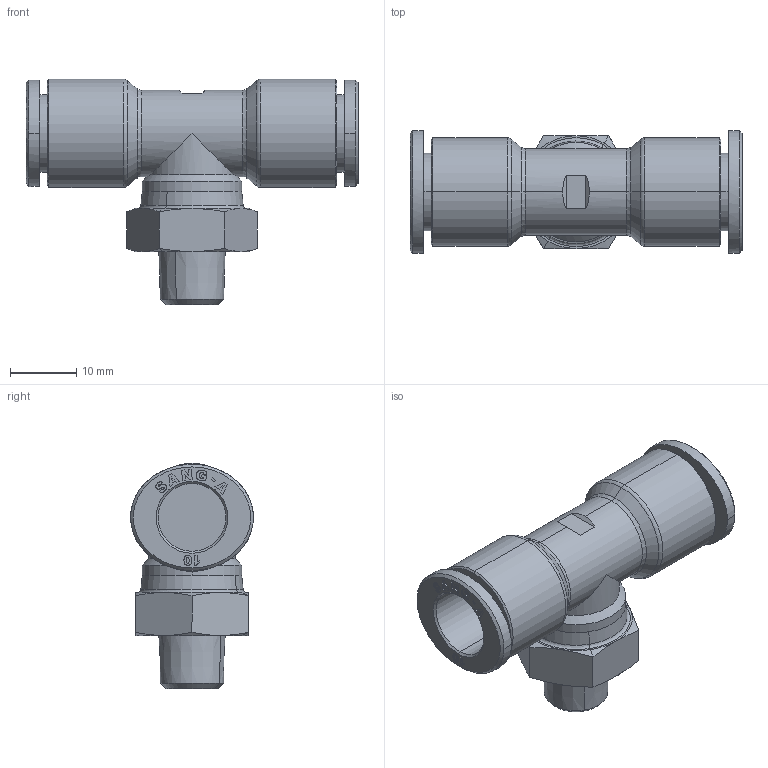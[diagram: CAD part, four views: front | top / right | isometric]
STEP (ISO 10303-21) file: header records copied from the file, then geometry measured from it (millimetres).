
FILE_DESCRIPTION((''),'2;1');
FILE_NAME('GPT 1001(3D).stp','2012-12-26T18:53:38',(''),(''),'Mechanical Desktop.R8.0.24.0','Mechanical Desktop.R8.0.24.0',', , ');
FILE_SCHEMA(('CONFIG_CONTROL_DESIGN'));
Length unit declared in the file: millimetre
Products named in the file (2): GPT 1001(3D); ºÎÇ°1
Assembly tree (1 placements, depth 2):
  GPT 1001(3D)
    ºÎÇ°1
Bounding box: 50 x 18.5 x 33.95 mm (x, y, z)
Volume: 8606.3 mm3; surface area: 5787.8 mm2
Topology: 1 solids, 1 shells, 862 faces, 2440 edges, 1609 vertices
Faces by surface type: plane 772, cone 42, cylinder 22, bspline 22, torus 4
Entity records: 28451 total; most frequent: CARTESIAN_POINT 6105, ORIENTED_EDGE 4876, DIRECTION 4178, EDGE_CURVE 2438, VECTOR 2266, LINE 2266, VERTEX_POINT 1609, AXIS2_PLACEMENT_3D 956
